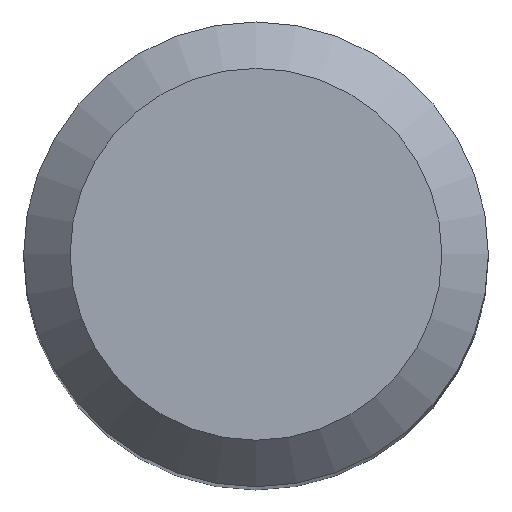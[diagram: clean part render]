
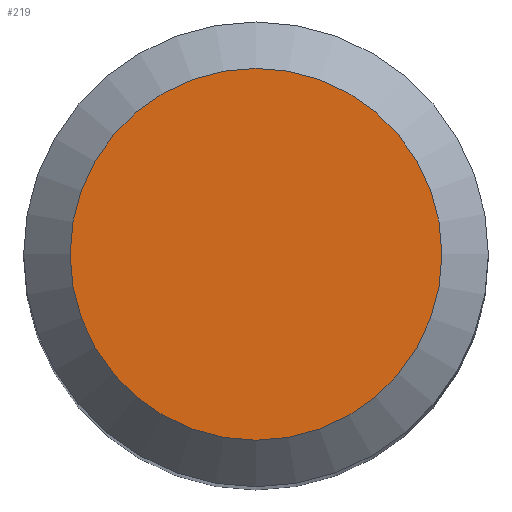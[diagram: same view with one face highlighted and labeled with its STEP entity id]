
A CAD part, top view. The second image highlights one B-rep face of the part: STEP entity #219.
In plain terms, the highlighted planar face has unit normal (0, 0, 1).
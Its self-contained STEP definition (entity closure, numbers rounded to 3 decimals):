
#7 = CARTESIAN_POINT ( 'NONE',  ( 0., 0., 89. ) ) ;
#25 = VERTEX_POINT ( 'NONE', #68 ) ;
#46 = DIRECTION ( 'NONE',  ( 0., 0., -1. ) ) ;
#50 = FACE_OUTER_BOUND ( 'NONE', #80, .T. ) ;
#68 = CARTESIAN_POINT ( 'NONE',  ( 0., 4., 89. ) ) ;
#78 = EDGE_CURVE ( 'NONE', #25, #25, #137, .T. ) ;
#80 = EDGE_LOOP ( 'NONE', ( #139 ) ) ;
#103 = DIRECTION ( 'NONE',  ( 0., 0., -1. ) ) ;
#137 = CIRCLE ( 'NONE', #180, 4. ) ;
#139 = ORIENTED_EDGE ( 'NONE', *, *, #78, .F. ) ;
#142 = DIRECTION ( 'NONE',  ( 0., 1., 0. ) ) ;
#180 = AXIS2_PLACEMENT_3D ( 'NONE', #201, #103, #142 ) ;
#201 = CARTESIAN_POINT ( 'NONE',  ( 0., 0., 89. ) ) ;
#206 = DIRECTION ( 'NONE',  ( 0., 1., 0. ) ) ;
#219 = ADVANCED_FACE ( 'NONE', ( #50 ), #225, .F. ) ;
#225 = PLANE ( 'NONE',  #241 ) ;
#241 = AXIS2_PLACEMENT_3D ( 'NONE', #7, #46, #206 ) ;
